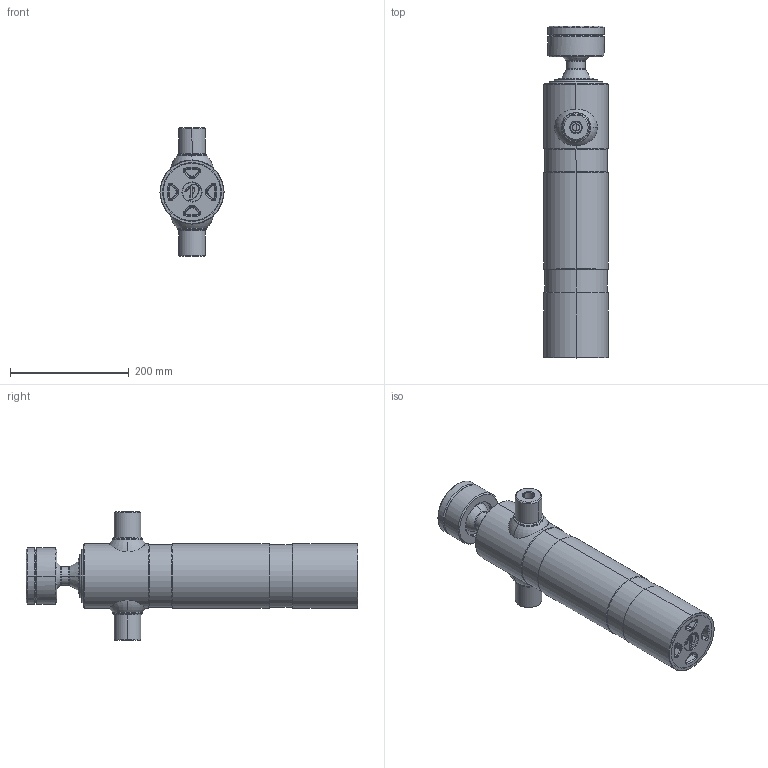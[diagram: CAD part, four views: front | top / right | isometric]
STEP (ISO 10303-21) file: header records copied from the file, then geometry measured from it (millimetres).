
FILE_DESCRIPTION (( 'STEP AP203' ), '1' );
FILE_NAME ('308.BGHR.STEP', '2014-10-06T13:38:25', ( '' ), ( '' ), 'SwSTEP 2.0', 'SolidWorks 2013', '' );
FILE_SCHEMA (( 'CONFIG_CONTROL_DESIGN' ));
Length unit declared in the file: millimetre
Products named in the file (1): 308.BGHR
Bounding box: 108 x 560 x 217 mm (x, y, z)
Surface area: 538974.6 mm2 (no closed solid volume)
Topology: 0 solids, 16 shells, 265 faces, 698 edges, 438 vertices
Faces by surface type: cone 77, cylinder 72, torus 71, plane 34, bspline 9, sphere 2
Entity records: 9896 total; most frequent: CARTESIAN_POINT 3279, DIRECTION 1543, ORIENTED_EDGE 1202, EDGE_CURVE 693, AXIS2_PLACEMENT_3D 661, VERTEX_POINT 435, CIRCLE 404, EDGE_LOOP 281
